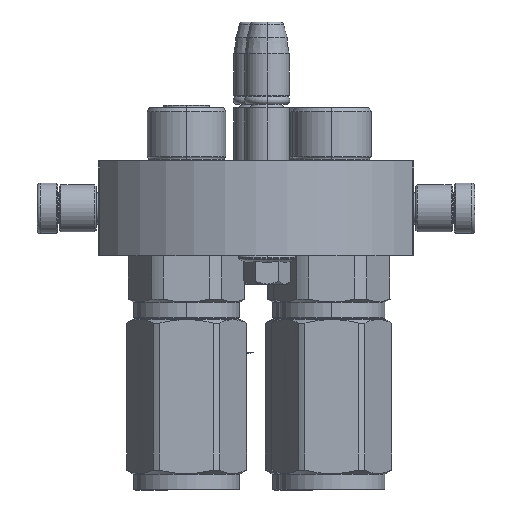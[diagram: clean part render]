
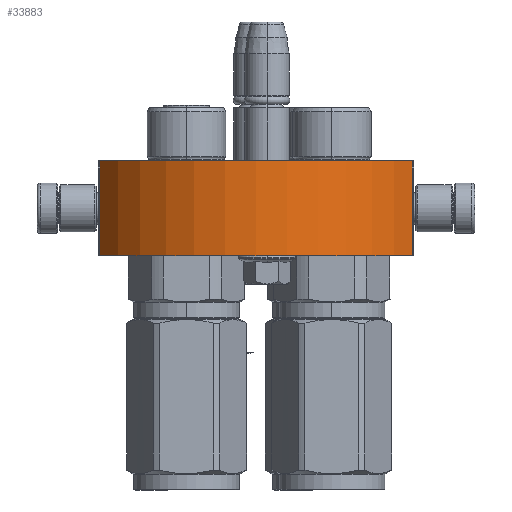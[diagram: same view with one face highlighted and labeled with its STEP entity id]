
A CAD part, left-side view. The second image highlights one B-rep face of the part: STEP entity #33883.
In plain terms, the highlighted cylindrical face has radius 57.25 mm (diameter 114.5 mm), a partial arc.
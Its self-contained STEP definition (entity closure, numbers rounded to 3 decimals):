
#3188 = EDGE_CURVE ( 'NONE', #32022, #30649, #9747, .T. ) ;
#8947 = VERTEX_POINT ( 'NONE', #21843 ) ;
#9565 = EDGE_LOOP ( 'NONE', ( #28060, #10221, #37015, #54313 ) ) ;
#9747 = LINE ( 'NONE', #13854, #55340 ) ;
#10221 = ORIENTED_EDGE ( 'NONE', *, *, #39628, .F. ) ;
#11160 = CARTESIAN_POINT ( 'NONE',  ( -49.5, 30., -28.763 ) ) ;
#13105 = CIRCLE ( 'NONE', #21052, 57.25 ) ;
#13420 = VECTOR ( 'NONE', #35371, 1000. ) ;
#13854 = CARTESIAN_POINT ( 'NONE',  ( -49.5, 0., -28.763 ) ) ;
#14583 = DIRECTION ( 'NONE',  ( 0., -1., 0. ) ) ;
#15435 = CARTESIAN_POINT ( 'NONE',  ( -49.5, 0., -28.763 ) ) ;
#19819 = CYLINDRICAL_SURFACE ( 'NONE', #27283, 57.25 ) ;
#21052 = AXIS2_PLACEMENT_3D ( 'NONE', #37089, #28230, #37484 ) ;
#21843 = CARTESIAN_POINT ( 'NONE',  ( 49.5, 0., -28.763 ) ) ;
#22297 = CARTESIAN_POINT ( 'NONE',  ( 49.5, 0., -28.763 ) ) ;
#27283 = AXIS2_PLACEMENT_3D ( 'NONE', #44628, #14583, #28051 ) ;
#27880 = EDGE_CURVE ( 'NONE', #8947, #32022, #53545, .T. ) ;
#28051 = DIRECTION ( 'NONE',  ( 1., 0., 0. ) ) ;
#28060 = ORIENTED_EDGE ( 'NONE', *, *, #41447, .F. ) ;
#28230 = DIRECTION ( 'NONE',  ( 0., 1., 0. ) ) ;
#29352 = CARTESIAN_POINT ( 'NONE',  ( 0., 0., 0. ) ) ;
#30649 = VERTEX_POINT ( 'NONE', #11160 ) ;
#32022 = VERTEX_POINT ( 'NONE', #15435 ) ;
#32191 = VERTEX_POINT ( 'NONE', #43522 ) ;
#33883 = ADVANCED_FACE ( 'NONE', ( #43265 ), #19819, .T. ) ;
#35371 = DIRECTION ( 'NONE',  ( 0., 1., 0. ) ) ;
#37015 = ORIENTED_EDGE ( 'NONE', *, *, #27880, .T. ) ;
#37089 = CARTESIAN_POINT ( 'NONE',  ( 0., 30., 0. ) ) ;
#37484 = DIRECTION ( 'NONE',  ( 0.865, 0., -0.502 ) ) ;
#39628 = EDGE_CURVE ( 'NONE', #8947, #32191, #53459, .T. ) ;
#41447 = EDGE_CURVE ( 'NONE', #32191, #30649, #13105, .T. ) ;
#42993 = DIRECTION ( 'NONE',  ( 0.865, 0., -0.502 ) ) ;
#43265 = FACE_OUTER_BOUND ( 'NONE', #9565, .T. ) ;
#43522 = CARTESIAN_POINT ( 'NONE',  ( 49.5, 30., -28.763 ) ) ;
#44394 = AXIS2_PLACEMENT_3D ( 'NONE', #29352, #56048, #42993 ) ;
#44628 = CARTESIAN_POINT ( 'NONE',  ( 0., 0., 0. ) ) ;
#53459 = LINE ( 'NONE', #22297, #13420 ) ;
#53545 = CIRCLE ( 'NONE', #44394, 57.25 ) ;
#54181 = DIRECTION ( 'NONE',  ( 0., 1., 0. ) ) ;
#54313 = ORIENTED_EDGE ( 'NONE', *, *, #3188, .T. ) ;
#55340 = VECTOR ( 'NONE', #54181, 1000. ) ;
#56048 = DIRECTION ( 'NONE',  ( 0., 1., 0. ) ) ;
